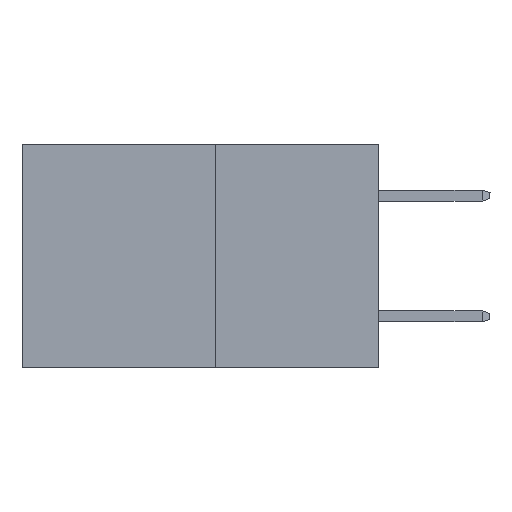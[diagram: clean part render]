
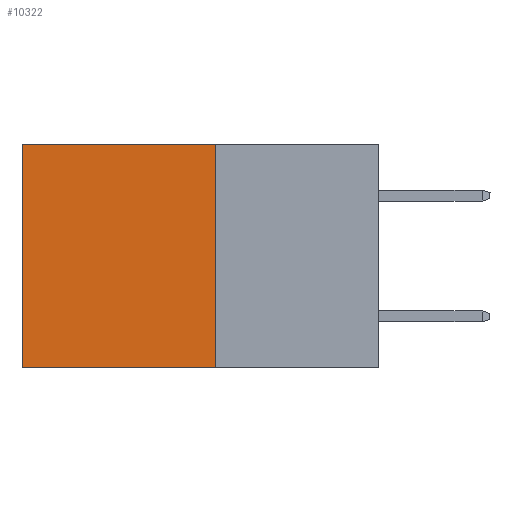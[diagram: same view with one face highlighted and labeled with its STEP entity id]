
A CAD part, left-side view. The second image highlights one B-rep face of the part: STEP entity #10322.
In plain terms, the highlighted planar face has unit normal (-1, 0, 0).
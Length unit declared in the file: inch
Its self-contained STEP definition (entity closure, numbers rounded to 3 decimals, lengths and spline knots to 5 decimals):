
#804 = VERTEX_POINT ( 'NONE', #11674 ) ;
#1582 = VERTEX_POINT ( 'NONE', #6139 ) ;
#1675 = CARTESIAN_POINT ( 'NONE',  ( 0.277, 0.27, -0.37 ) ) ;
#1933 = CARTESIAN_POINT ( 'NONE',  ( 0.277, 0.27, -0.37 ) ) ;
#2268 = CARTESIAN_POINT ( 'NONE',  ( 0.277, 0.27, -0.37 ) ) ;
#2395 = LINE ( 'NONE', #1933, #9263 ) ;
#2970 = DIRECTION ( 'NONE',  ( 0., 1., 0. ) ) ;
#3345 = ORIENTED_EDGE ( 'NONE', *, *, #8409, .T. ) ;
#3434 = AXIS2_PLACEMENT_3D ( 'NONE', #1675, #4646, #10976 ) ;
#4646 = DIRECTION ( 'NONE',  ( 1., 0., 0. ) ) ;
#5476 = CARTESIAN_POINT ( 'NONE',  ( 0.277, 0.59, -0.37 ) ) ;
#5521 = DIRECTION ( 'NONE',  ( 0., 1., 0. ) ) ;
#6134 = ORIENTED_EDGE ( 'NONE', *, *, #10227, .T. ) ;
#6139 = CARTESIAN_POINT ( 'NONE',  ( 0.277, 0.59, 0. ) ) ;
#6301 = FACE_OUTER_BOUND ( 'NONE', #6541, .T. ) ;
#6469 = DIRECTION ( 'NONE',  ( 0., 0., -1. ) ) ;
#6541 = EDGE_LOOP ( 'NONE', ( #6134, #7310, #8612, #3345 ) ) ;
#6784 = CARTESIAN_POINT ( 'NONE',  ( 0.277, 0.27, 0. ) ) ;
#7108 = DIRECTION ( 'NONE',  ( 0., 0., -1. ) ) ;
#7310 = ORIENTED_EDGE ( 'NONE', *, *, #8639, .F. ) ;
#7466 = VECTOR ( 'NONE', #6469, 39.37008 ) ;
#7748 = LINE ( 'NONE', #5476, #7466 ) ;
#8012 = VERTEX_POINT ( 'NONE', #6784 ) ;
#8375 = LINE ( 'NONE', #2268, #10129 ) ;
#8409 = EDGE_CURVE ( 'NONE', #8012, #1582, #11422, .T. ) ;
#8612 = ORIENTED_EDGE ( 'NONE', *, *, #11754, .F. ) ;
#8639 = EDGE_CURVE ( 'NONE', #804, #9829, #2395, .T. ) ;
#9263 = VECTOR ( 'NONE', #2970, 39.37008 ) ;
#9397 = VECTOR ( 'NONE', #5521, 39.37008 ) ;
#9829 = VERTEX_POINT ( 'NONE', #10277 ) ;
#10089 = PLANE ( 'NONE',  #3434 ) ;
#10129 = VECTOR ( 'NONE', #7108, 39.37008 ) ;
#10227 = EDGE_CURVE ( 'NONE', #1582, #9829, #7748, .T. ) ;
#10277 = CARTESIAN_POINT ( 'NONE',  ( 0.277, 0.59, -0.37 ) ) ;
#10322 = ADVANCED_FACE ( 'NONE', ( #6301 ), #10089, .F. ) ;
#10882 = CARTESIAN_POINT ( 'NONE',  ( 0.277, 0.27, 0. ) ) ;
#10976 = DIRECTION ( 'NONE',  ( 0., 0., -1. ) ) ;
#11422 = LINE ( 'NONE', #10882, #9397 ) ;
#11674 = CARTESIAN_POINT ( 'NONE',  ( 0.277, 0.27, -0.37 ) ) ;
#11754 = EDGE_CURVE ( 'NONE', #8012, #804, #8375, .T. ) ;
